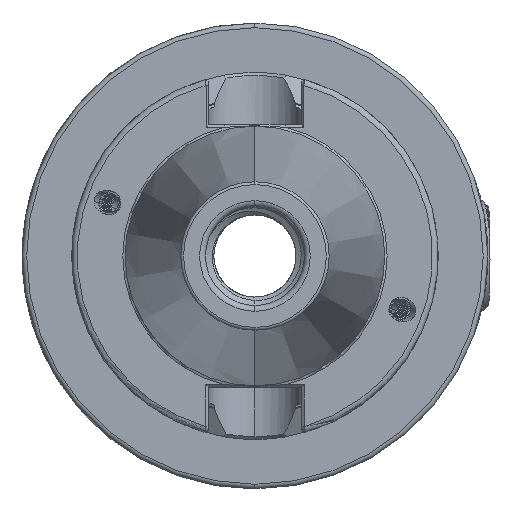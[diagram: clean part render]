
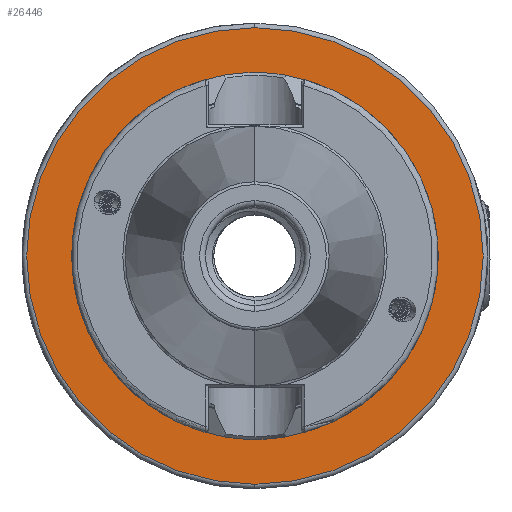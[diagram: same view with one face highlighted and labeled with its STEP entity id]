
A CAD part, left-side view. The second image highlights one B-rep face of the part: STEP entity #26446.
In plain terms, the highlighted planar face has unit normal (-1, 0, 0).
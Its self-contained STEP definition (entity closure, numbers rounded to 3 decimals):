
#655 = DIRECTION ( 'NONE',  ( -1., 0., 0. ) ) ;
#2782 = ORIENTED_EDGE ( 'NONE', *, *, #29661, .T. ) ;
#2791 = ORIENTED_EDGE ( 'NONE', *, *, #30258, .T. ) ;
#2804 = ORIENTED_EDGE ( 'NONE', *, *, #29723, .T. ) ;
#2819 = ORIENTED_EDGE ( 'NONE', *, *, #30323, .T. ) ;
#4026 = VERTEX_POINT ( 'NONE', #20390 ) ;
#4165 = VERTEX_POINT ( 'NONE', #20453 ) ;
#4230 = VERTEX_POINT ( 'NONE', #20540 ) ;
#4232 = VERTEX_POINT ( 'NONE', #20513 ) ;
#12804 = CIRCLE ( 'NONE', #39345, 31.3 ) ;
#12825 = CIRCLE ( 'NONE', #39347, 39.2 ) ;
#12921 = CIRCLE ( 'NONE', #39383, 31.3 ) ;
#12958 = CIRCLE ( 'NONE', #39375, 39.2 ) ;
#20390 = CARTESIAN_POINT ( 'NONE',  ( 33., 0., -31.3 ) ) ;
#20453 = CARTESIAN_POINT ( 'NONE',  ( 33., 0., 31.3 ) ) ;
#20513 = CARTESIAN_POINT ( 'NONE',  ( 33., 0., 39.2 ) ) ;
#20540 = CARTESIAN_POINT ( 'NONE',  ( 33., 0., -39.2 ) ) ;
#21714 = EDGE_LOOP ( 'NONE', ( #2819, #2804 ) ) ;
#21718 = EDGE_LOOP ( 'NONE', ( #2791, #2782 ) ) ;
#24142 = DIRECTION ( 'NONE',  ( -1., 0., 0. ) ) ;
#24147 = CARTESIAN_POINT ( 'NONE',  ( 33., 0., 0. ) ) ;
#24162 = DIRECTION ( 'NONE',  ( 0., 0., 1. ) ) ;
#24283 = DIRECTION ( 'NONE',  ( 1., 0., 0. ) ) ;
#24285 = CARTESIAN_POINT ( 'NONE',  ( 33., 0., 0. ) ) ;
#24297 = DIRECTION ( 'NONE',  ( 0., 0., 1. ) ) ;
#25445 = CARTESIAN_POINT ( 'NONE',  ( 33., 0., 0. ) ) ;
#25446 = DIRECTION ( 'NONE',  ( -1., 0., 0. ) ) ;
#25450 = DIRECTION ( 'NONE',  ( 0., 0., 1. ) ) ;
#25571 = DIRECTION ( 'NONE',  ( 1., 0., 0. ) ) ;
#25578 = CARTESIAN_POINT ( 'NONE',  ( 33., 0., 0. ) ) ;
#25603 = DIRECTION ( 'NONE',  ( 0., 0., 1. ) ) ;
#26446 = ADVANCED_FACE ( 'NONE', ( #41022, #41023 ), #35244, .T. ) ;
#29661 = EDGE_CURVE ( 'NONE', #4230, #4232, #12825, .T. ) ;
#29723 = EDGE_CURVE ( 'NONE', #4026, #4165, #12804, .T. ) ;
#30258 = EDGE_CURVE ( 'NONE', #4232, #4230, #12958, .T. ) ;
#30323 = EDGE_CURVE ( 'NONE', #4165, #4026, #12921, .T. ) ;
#30422 = DIRECTION ( 'NONE',  ( 0., 0., 1. ) ) ;
#33677 = AXIS2_PLACEMENT_3D ( 'NONE', #35249, #655, #30422 ) ;
#35244 = PLANE ( 'NONE',  #33677 ) ;
#35249 = CARTESIAN_POINT ( 'NONE',  ( 33., 30.5, 0. ) ) ;
#39345 = AXIS2_PLACEMENT_3D ( 'NONE', #24285, #24283, #24297 ) ;
#39347 = AXIS2_PLACEMENT_3D ( 'NONE', #24147, #24142, #24162 ) ;
#39375 = AXIS2_PLACEMENT_3D ( 'NONE', #25445, #25446, #25450 ) ;
#39383 = AXIS2_PLACEMENT_3D ( 'NONE', #25578, #25571, #25603 ) ;
#41022 = FACE_OUTER_BOUND ( 'NONE', #21718, .T. ) ;
#41023 = FACE_BOUND ( 'NONE', #21714, .T. ) ;
